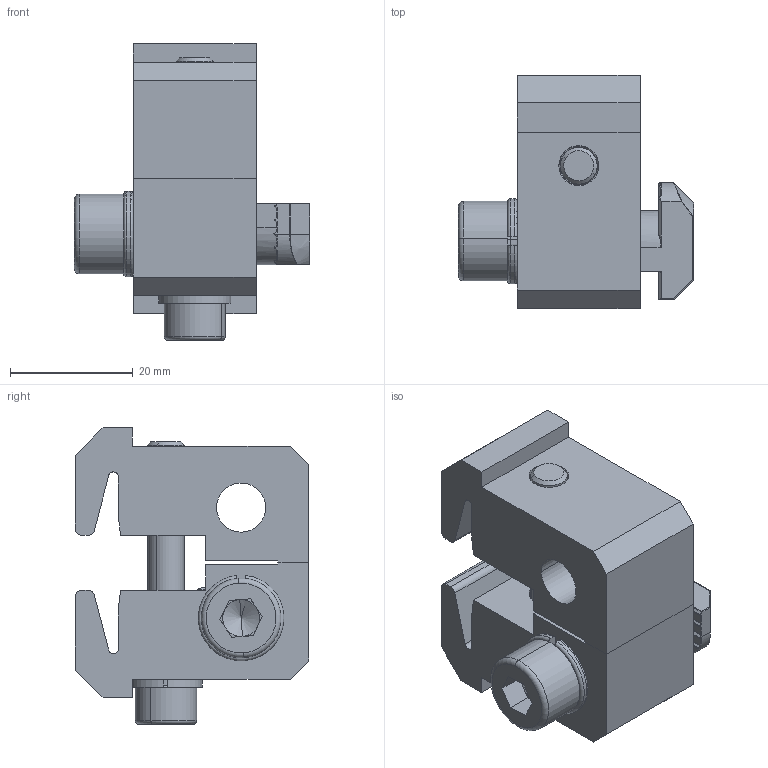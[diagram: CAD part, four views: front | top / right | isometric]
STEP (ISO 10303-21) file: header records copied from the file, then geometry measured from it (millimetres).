
FILE_DESCRIPTION (( 'STEP AP214' ), '1' );
FILE_NAME ('SNSS.30.70.37 Ïðèæèì B, V02.STEP', '2018-11-01T12:23:18', ( '' ), ( '' ), 'SwSTEP 2.0', 'SolidWorks 2018', '' );
FILE_SCHEMA (( 'AUTOMOTIVE_DESIGN' ));
Length unit declared in the file: millimetre
Products named in the file (14): DIN 6905-7.4-FSt; SNSK.17.01.00. 砎鳽鳻.V01; DIN 912 M8 x 30 --- 30S; DIN 912 M6 x 40 --- 24N; SNSS.30.70.37 砎鳽鳻 B, V02; DIN 912 M8 x 30 --- 30S_DIN 912 M8 x 30 --- 30S; Spring washer DIN 128 - A6_Spring washer DIN 128 - A6; Spring washer DIN 128 - A6; SNSD.30.51.54. Ò-Ãàéêà Ì8, ïàç 10(D45).V01; DIN 912 M6 x 40 --- 24N_DIN 912 M6 x 40 --- 24N; DIN 6905-7.4-FSt_DIN 6905-7.4-FSt; SNSD.30.51.54. Ò-Ãàéêà Ì8, ïàç 10(D45).V01_á à¥§ì¡®©
Assembly tree (7 placements, depth 2):
  DIN 6905-7.4-FSt
  SNSK.17.01.00. 砎鳽鳻.V01
  DIN 912 M8 x 30 --- 30S
  SNSK.17.01.00. 砎鳽鳻.V01
  DIN 912 M6 x 40 --- 24N
Bounding box: 38.3 x 38 x 48.3 mm (x, y, z)
Volume: 26160 mm3; surface area: 13269.6 mm2
Topology: 7 solids, 7 shells, 525 faces, 1260 edges, 717 vertices
Faces by surface type: cylinder 159, cone 130, plane 112, torus 44, bspline 42, sphere 38
Entity records: 15070 total; most frequent: CARTESIAN_POINT 3438, DIRECTION 2560, ORIENTED_EDGE 2296, EDGE_CURVE 1148, AXIS2_PLACEMENT_3D 1046, VERTEX_POINT 664, CIRCLE 577, EDGE_LOOP 510
